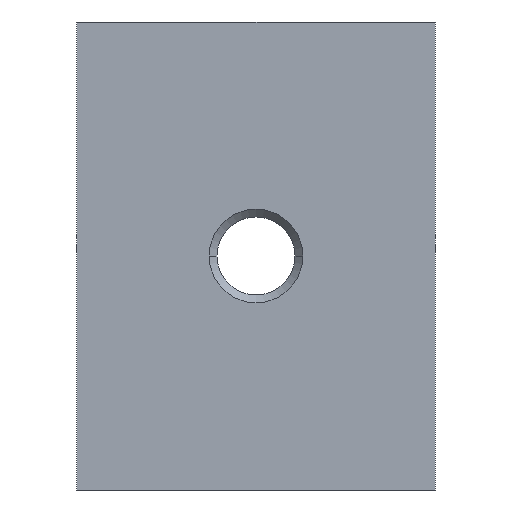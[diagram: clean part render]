
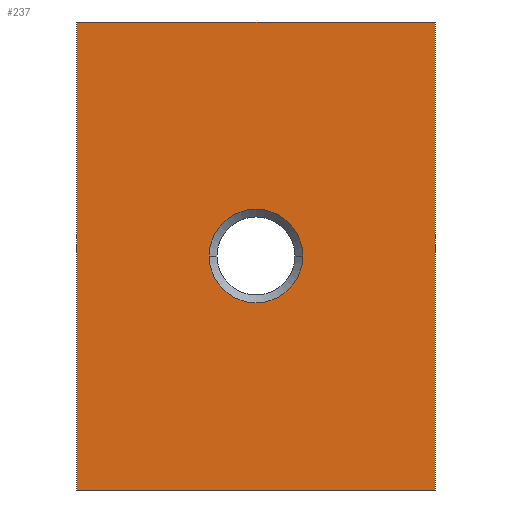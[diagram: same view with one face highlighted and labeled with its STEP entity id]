
A CAD part, front view. The second image highlights one B-rep face of the part: STEP entity #237.
In plain terms, the highlighted planar face has unit normal (0, -1, 0).
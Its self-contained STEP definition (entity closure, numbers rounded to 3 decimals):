
#3 = EDGE_LOOP ( 'NONE', ( #171, #361 ) ) ;
#16 = VERTEX_POINT ( 'NONE', #177 ) ;
#22 = VECTOR ( 'NONE', #286, 1000. ) ;
#27 = EDGE_CURVE ( 'NONE', #388, #277, #352, .T. ) ;
#38 = VERTEX_POINT ( 'NONE', #144 ) ;
#51 = ORIENTED_EDGE ( 'NONE', *, *, #485, .T. ) ;
#58 = CARTESIAN_POINT ( 'NONE',  ( -11.5, 0., 15. ) ) ;
#59 = ORIENTED_EDGE ( 'NONE', *, *, #375, .T. ) ;
#63 = VECTOR ( 'NONE', #115, 1000. ) ;
#69 = DIRECTION ( 'NONE',  ( 0., 1., 0. ) ) ;
#76 = DIRECTION ( 'NONE',  ( 0., 1., 0. ) ) ;
#93 = CARTESIAN_POINT ( 'NONE',  ( 11.5, 0., 15. ) ) ;
#112 = EDGE_CURVE ( 'NONE', #38, #245, #411, .T. ) ;
#113 = PLANE ( 'NONE',  #195 ) ;
#115 = DIRECTION ( 'NONE',  ( 1., 0., 0. ) ) ;
#130 = DIRECTION ( 'NONE',  ( -1., 0., 0. ) ) ;
#134 = AXIS2_PLACEMENT_3D ( 'NONE', #347, #387, #130 ) ;
#136 = CARTESIAN_POINT ( 'NONE',  ( -11.5, 0., -15. ) ) ;
#144 = CARTESIAN_POINT ( 'NONE',  ( -11.5, 0., 15. ) ) ;
#149 = DIRECTION ( 'NONE',  ( -1., 0., 0. ) ) ;
#152 = FACE_OUTER_BOUND ( 'NONE', #402, .T. ) ;
#153 = AXIS2_PLACEMENT_3D ( 'NONE', #481, #69, #149 ) ;
#166 = LINE ( 'NONE', #308, #378 ) ;
#171 = ORIENTED_EDGE ( 'NONE', *, *, #27, .T. ) ;
#177 = CARTESIAN_POINT ( 'NONE',  ( 11.5, 0., -15. ) ) ;
#195 = AXIS2_PLACEMENT_3D ( 'NONE', #416, #76, #228 ) ;
#223 = CARTESIAN_POINT ( 'NONE',  ( -11.5, 0., 15. ) ) ;
#228 = DIRECTION ( 'NONE',  ( -1., 0., 0. ) ) ;
#237 = ADVANCED_FACE ( 'NONE', ( #453, #152 ), #113, .F. ) ;
#243 = ORIENTED_EDGE ( 'NONE', *, *, #112, .F. ) ;
#245 = VERTEX_POINT ( 'NONE', #93 ) ;
#268 = VECTOR ( 'NONE', #335, 1000. ) ;
#277 = VERTEX_POINT ( 'NONE', #467 ) ;
#286 = DIRECTION ( 'NONE',  ( 0., 0., -1. ) ) ;
#308 = CARTESIAN_POINT ( 'NONE',  ( 11.5, 0., 15. ) ) ;
#314 = ORIENTED_EDGE ( 'NONE', *, *, #315, .F. ) ;
#315 = EDGE_CURVE ( 'NONE', #245, #16, #166, .T. ) ;
#323 = EDGE_CURVE ( 'NONE', #277, #388, #342, .T. ) ;
#335 = DIRECTION ( 'NONE',  ( 1., 0., 0. ) ) ;
#342 = CIRCLE ( 'NONE', #134, 3. ) ;
#347 = CARTESIAN_POINT ( 'NONE',  ( 0., 0., 0. ) ) ;
#352 = CIRCLE ( 'NONE', #153, 3. ) ;
#356 = VERTEX_POINT ( 'NONE', #136 ) ;
#361 = ORIENTED_EDGE ( 'NONE', *, *, #323, .T. ) ;
#375 = EDGE_CURVE ( 'NONE', #38, #356, #476, .T. ) ;
#378 = VECTOR ( 'NONE', #397, 1000. ) ;
#387 = DIRECTION ( 'NONE',  ( 0., 1., 0. ) ) ;
#388 = VERTEX_POINT ( 'NONE', #410 ) ;
#397 = DIRECTION ( 'NONE',  ( 0., 0., -1. ) ) ;
#402 = EDGE_LOOP ( 'NONE', ( #51, #314, #243, #59 ) ) ;
#410 = CARTESIAN_POINT ( 'NONE',  ( 3., 0., 0. ) ) ;
#411 = LINE ( 'NONE', #223, #268 ) ;
#414 = LINE ( 'NONE', #419, #63 ) ;
#416 = CARTESIAN_POINT ( 'NONE',  ( -11.5, 0., 15. ) ) ;
#419 = CARTESIAN_POINT ( 'NONE',  ( -11.5, 0., -15. ) ) ;
#453 = FACE_BOUND ( 'NONE', #3, .T. ) ;
#467 = CARTESIAN_POINT ( 'NONE',  ( -3., 0., 0. ) ) ;
#476 = LINE ( 'NONE', #58, #22 ) ;
#481 = CARTESIAN_POINT ( 'NONE',  ( 0., 0., 0. ) ) ;
#485 = EDGE_CURVE ( 'NONE', #356, #16, #414, .T. ) ;
